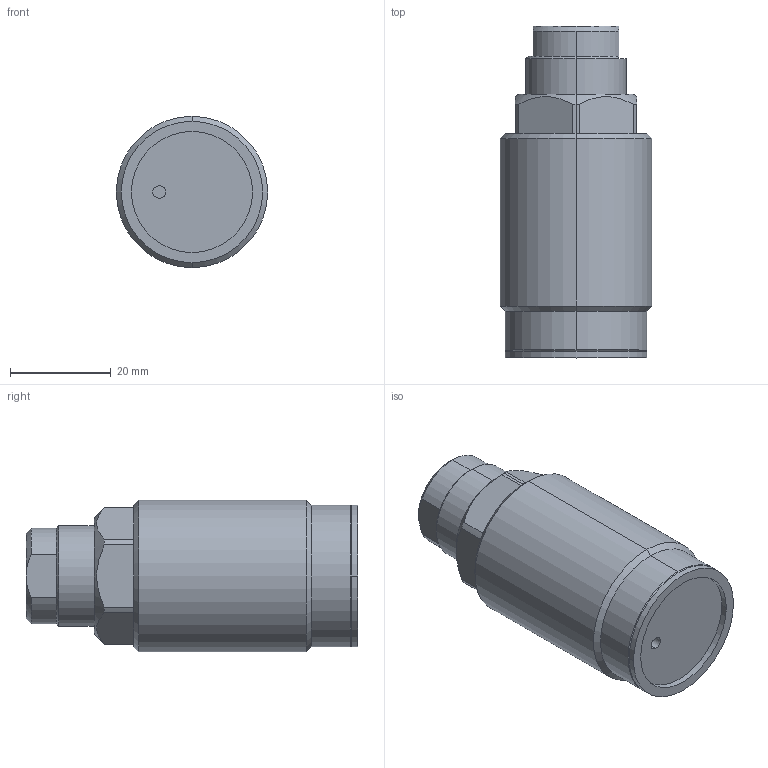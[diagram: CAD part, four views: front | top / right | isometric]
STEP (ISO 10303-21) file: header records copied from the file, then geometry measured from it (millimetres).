
FILE_DESCRIPTION (( 'STEP AP203' ), '1' );
FILE_NAME ('HTC-20B.STEP', '2020-04-23T08:09:19', ( '微软用户' ), ( '微软中国' ), 'SwSTEP 2.0', 'SolidWorks 2012', '' );
FILE_SCHEMA (( 'CONFIG_CONTROL_DESIGN' ));
Length unit declared in the file: millimetre
Products named in the file (4): HTC-20A掛极; HTC-20垫圈; HTC-20B; 活塞杆20B
Assembly tree (3 placements, depth 2):
  HTC-20B
    HTC-20A掛极
    活塞杆20B
    HTC-20垫圈
Bounding box: 30 x 65.75 x 30 mm (x, y, z)
Volume: 35610.6 mm3; surface area: 14700.9 mm2
Topology: 3 solids, 3 shells, 72 faces, 160 edges, 97 vertices
Faces by surface type: cylinder 30, plane 20, cone 16, torus 6
Entity records: 2503 total; most frequent: CARTESIAN_POINT 449, DIRECTION 389, ORIENTED_EDGE 316, AXIS2_PLACEMENT_3D 165, EDGE_CURVE 158, VERTEX_POINT 97, CIRCLE 87, EDGE_LOOP 81
